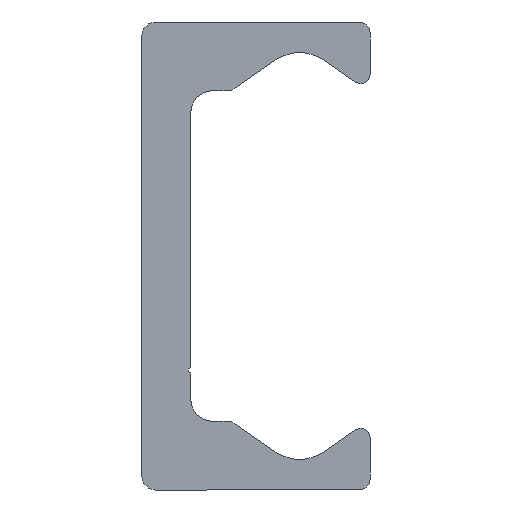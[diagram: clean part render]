
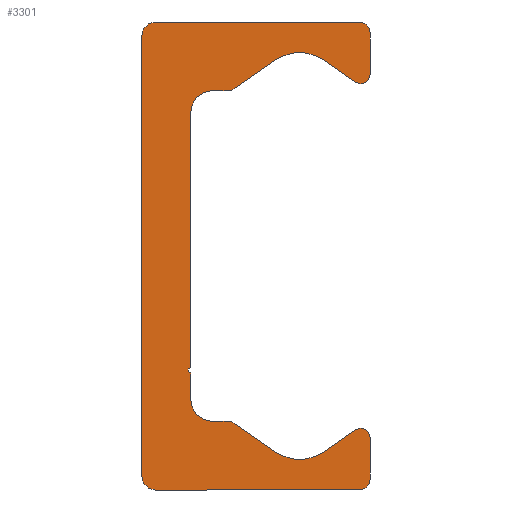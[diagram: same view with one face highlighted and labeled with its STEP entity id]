
A CAD part, left-side view. The second image highlights one B-rep face of the part: STEP entity #3301.
In plain terms, the highlighted planar face has unit normal (-1, 0, 0).
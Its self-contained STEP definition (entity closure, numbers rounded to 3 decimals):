
#2260=CARTESIAN_POINT('',(0.0,9.25,-21.5));
#2261=VERTEX_POINT('',#2260);
#2268=CARTESIAN_POINT('',(0.0,10.5,-20.25));
#2269=VERTEX_POINT('',#2268);
#2270=CARTESIAN_POINT('',(0.0,9.25,-20.25));
#2271=DIRECTION('',(1.0,0.0,0.0));
#2272=DIRECTION('',(0.0,0.0,-1.0));
#2273=AXIS2_PLACEMENT_3D('',#2270,#2271,#2272);
#2274=CIRCLE('',#2273,1.25);
#2275=EDGE_CURVE('',#2261,#2269,#2274,.T.);
#2299=CARTESIAN_POINT('',(0.0,-9.5,-21.5));
#2300=VERTEX_POINT('',#2299);
#2307=CARTESIAN_POINT('',(0.0,-9.5,-21.5));
#2308=DIRECTION('',(0.0,1.0,0.0));
#2309=VECTOR('',#2308,18.75);
#2310=LINE('',#2307,#2309);
#2311=EDGE_CURVE('',#2300,#2261,#2310,.T.);
#2331=CARTESIAN_POINT('',(0.0,-10.5,-20.5));
#2332=VERTEX_POINT('',#2331);
#2339=CARTESIAN_POINT('',(0.0,-9.5,-20.5));
#2340=DIRECTION('',(1.0,0.0,0.0));
#2341=DIRECTION('',(0.0,-1.0,0.0));
#2342=AXIS2_PLACEMENT_3D('',#2339,#2340,#2341);
#2343=CIRCLE('',#2342,1.0);
#2344=EDGE_CURVE('',#2332,#2300,#2343,.T.);
#2363=CARTESIAN_POINT('',(0.0,-10.5,-16.65));
#2364=VERTEX_POINT('',#2363);
#2371=CARTESIAN_POINT('',(0.0,-10.5,-16.65));
#2372=DIRECTION('',(0.0,0.0,-1.0));
#2373=VECTOR('',#2372,3.85);
#2374=LINE('',#2371,#2373);
#2375=EDGE_CURVE('',#2364,#2332,#2374,.T.);
#2395=CARTESIAN_POINT('',(0.0,-9.162,-15.954));
#2396=VERTEX_POINT('',#2395);
#2403=CARTESIAN_POINT('',(0.0,-9.65,-16.65));
#2404=DIRECTION('',(1.0,0.0,0.0));
#2405=DIRECTION('',(0.0,0.574,0.819));
#2406=AXIS2_PLACEMENT_3D('',#2403,#2404,#2405);
#2407=CIRCLE('',#2406,0.85);
#2408=EDGE_CURVE('',#2396,#2364,#2407,.T.);
#2427=CARTESIAN_POINT('',(0.0,-6.294,-17.962));
#2428=VERTEX_POINT('',#2427);
#2435=CARTESIAN_POINT('',(0.0,-6.294,-17.962));
#2436=DIRECTION('',(0.0,-0.819,0.574));
#2437=VECTOR('',#2436,3.501);
#2438=LINE('',#2435,#2437);
#2439=EDGE_CURVE('',#2428,#2396,#2438,.T.);
#2459=CARTESIAN_POINT('',(0.0,-1.706,-17.962));
#2460=VERTEX_POINT('',#2459);
#2467=CARTESIAN_POINT('',(0.0,-4.,-14.685));
#2468=DIRECTION('',(-1.0,0.0,0.0));
#2469=DIRECTION('',(0.0,0.574,0.819));
#2470=AXIS2_PLACEMENT_3D('',#2467,#2468,#2469);
#2471=CIRCLE('',#2470,4.0);
#2472=EDGE_CURVE('',#2460,#2428,#2471,.T.);
#2491=CARTESIAN_POINT('',(0.0,1.981,-15.381));
#2492=VERTEX_POINT('',#2491);
#2499=CARTESIAN_POINT('',(0.0,1.981,-15.381));
#2500=DIRECTION('',(0.0,-0.819,-0.574));
#2501=VECTOR('',#2500,4.5);
#2502=LINE('',#2499,#2501);
#2503=EDGE_CURVE('',#2492,#2460,#2502,.T.);
#2523=CARTESIAN_POINT('',(0.0,2.554,-15.2));
#2524=VERTEX_POINT('',#2523);
#2531=CARTESIAN_POINT('',(0.0,2.554,-16.2));
#2532=DIRECTION('',(1.0,0.0,0.0));
#2533=DIRECTION('',(0.0,0.0,1.0));
#2534=AXIS2_PLACEMENT_3D('',#2531,#2532,#2533);
#2535=CIRCLE('',#2534,1.);
#2536=EDGE_CURVE('',#2524,#2492,#2535,.T.);
#2555=CARTESIAN_POINT('',(0.0,4.0,-15.2));
#2556=VERTEX_POINT('',#2555);
#2563=CARTESIAN_POINT('',(0.0,4.0,-15.2));
#2564=DIRECTION('',(0.0,-1.0,0.0));
#2565=VECTOR('',#2564,1.446);
#2566=LINE('',#2563,#2565);
#2567=EDGE_CURVE('',#2556,#2524,#2566,.T.);
#2587=CARTESIAN_POINT('',(0.0,6.,-13.2));
#2588=VERTEX_POINT('',#2587);
#2595=CARTESIAN_POINT('',(0.0,4.,-13.2));
#2596=DIRECTION('',(-1.0,0.0,0.0));
#2597=DIRECTION('',(0.0,0.0,1.0));
#2598=AXIS2_PLACEMENT_3D('',#2595,#2596,#2597);
#2599=CIRCLE('',#2598,2.0);
#2600=EDGE_CURVE('',#2588,#2556,#2599,.T.);
#2619=CARTESIAN_POINT('',(0.0,6.,-10.75));
#2620=VERTEX_POINT('',#2619);
#2627=CARTESIAN_POINT('',(0.0,6.,-10.75));
#2628=DIRECTION('',(0.0,0.0,-1.0));
#2629=VECTOR('',#2628,2.45);
#2630=LINE('',#2627,#2629);
#2631=EDGE_CURVE('',#2620,#2588,#2630,.T.);
#2651=CARTESIAN_POINT('',(0.0,6.,-10.25));
#2652=VERTEX_POINT('',#2651);
#2659=CARTESIAN_POINT('',(0.0,6.,-10.5));
#2660=DIRECTION('',(-1.0,0.0,0.0));
#2661=DIRECTION('',(0.0,0.0,1.0));
#2662=AXIS2_PLACEMENT_3D('',#2659,#2660,#2661);
#2663=CIRCLE('',#2662,0.25);
#2664=EDGE_CURVE('',#2652,#2620,#2663,.T.);
#2683=CARTESIAN_POINT('',(0.0,6.,13.2));
#2684=VERTEX_POINT('',#2683);
#2691=CARTESIAN_POINT('',(0.0,6.,13.2));
#2692=DIRECTION('',(0.0,0.0,-1.0));
#2693=VECTOR('',#2692,23.45);
#2694=LINE('',#2691,#2693);
#2695=EDGE_CURVE('',#2684,#2652,#2694,.T.);
#2811=CARTESIAN_POINT('',(0.0,4.0,15.2));
#2812=VERTEX_POINT('',#2811);
#2819=CARTESIAN_POINT('',(0.0,4.,13.2));
#2820=DIRECTION('',(-1.0,0.0,0.0));
#2821=DIRECTION('',(0.0,-1.0,0.0));
#2822=AXIS2_PLACEMENT_3D('',#2819,#2820,#2821);
#2823=CIRCLE('',#2822,2.0);
#2824=EDGE_CURVE('',#2812,#2684,#2823,.T.);
#2843=CARTESIAN_POINT('',(0.0,2.554,15.2));
#2844=VERTEX_POINT('',#2843);
#2851=CARTESIAN_POINT('',(0.0,2.554,15.2));
#2852=DIRECTION('',(0.0,1.0,0.0));
#2853=VECTOR('',#2852,1.446);
#2854=LINE('',#2851,#2853);
#2855=EDGE_CURVE('',#2844,#2812,#2854,.T.);
#2875=CARTESIAN_POINT('',(0.0,1.981,15.381));
#2876=VERTEX_POINT('',#2875);
#2883=CARTESIAN_POINT('',(0.0,2.554,16.2));
#2884=DIRECTION('',(1.0,0.0,0.0));
#2885=DIRECTION('',(0.0,-0.574,-0.819));
#2886=AXIS2_PLACEMENT_3D('',#2883,#2884,#2885);
#2887=CIRCLE('',#2886,1.);
#2888=EDGE_CURVE('',#2876,#2844,#2887,.T.);
#2907=CARTESIAN_POINT('',(0.0,-1.706,17.962));
#2908=VERTEX_POINT('',#2907);
#2915=CARTESIAN_POINT('',(0.0,-1.706,17.962));
#2916=DIRECTION('',(0.0,0.819,-0.574));
#2917=VECTOR('',#2916,4.5);
#2918=LINE('',#2915,#2917);
#2919=EDGE_CURVE('',#2908,#2876,#2918,.T.);
#2939=CARTESIAN_POINT('',(0.0,-6.294,17.962));
#2940=VERTEX_POINT('',#2939);
#2947=CARTESIAN_POINT('',(0.0,-4.,14.685));
#2948=DIRECTION('',(-1.0,0.0,0.0));
#2949=DIRECTION('',(0.0,-0.574,-0.819));
#2950=AXIS2_PLACEMENT_3D('',#2947,#2948,#2949);
#2951=CIRCLE('',#2950,4.0);
#2952=EDGE_CURVE('',#2940,#2908,#2951,.T.);
#2971=CARTESIAN_POINT('',(0.0,-9.162,15.954));
#2972=VERTEX_POINT('',#2971);
#2979=CARTESIAN_POINT('',(0.0,-9.162,15.954));
#2980=DIRECTION('',(0.0,0.819,0.574));
#2981=VECTOR('',#2980,3.501);
#2982=LINE('',#2979,#2981);
#2983=EDGE_CURVE('',#2972,#2940,#2982,.T.);
#3003=CARTESIAN_POINT('',(0.0,-10.5,16.65));
#3004=VERTEX_POINT('',#3003);
#3011=CARTESIAN_POINT('',(0.0,-9.65,16.65));
#3012=DIRECTION('',(1.0,0.0,0.0));
#3013=DIRECTION('',(0.0,-1.0,0.0));
#3014=AXIS2_PLACEMENT_3D('',#3011,#3012,#3013);
#3015=CIRCLE('',#3014,0.85);
#3016=EDGE_CURVE('',#3004,#2972,#3015,.T.);
#3035=CARTESIAN_POINT('',(0.0,-10.5,20.5));
#3036=VERTEX_POINT('',#3035);
#3043=CARTESIAN_POINT('',(0.0,-10.5,20.5));
#3044=DIRECTION('',(0.0,0.0,-1.0));
#3045=VECTOR('',#3044,3.85);
#3046=LINE('',#3043,#3045);
#3047=EDGE_CURVE('',#3036,#3004,#3046,.T.);
#3067=CARTESIAN_POINT('',(0.0,-9.5,21.5));
#3068=VERTEX_POINT('',#3067);
#3075=CARTESIAN_POINT('',(0.0,-9.5,20.5));
#3076=DIRECTION('',(1.0,0.0,0.0));
#3077=DIRECTION('',(0.0,0.0,1.0));
#3078=AXIS2_PLACEMENT_3D('',#3075,#3076,#3077);
#3079=CIRCLE('',#3078,1.0);
#3080=EDGE_CURVE('',#3068,#3036,#3079,.T.);
#3099=CARTESIAN_POINT('',(0.0,9.25,21.5));
#3100=VERTEX_POINT('',#3099);
#3107=CARTESIAN_POINT('',(0.0,9.25,21.5));
#3108=DIRECTION('',(0.0,-1.0,0.0));
#3109=VECTOR('',#3108,18.75);
#3110=LINE('',#3107,#3109);
#3111=EDGE_CURVE('',#3100,#3068,#3110,.T.);
#3131=CARTESIAN_POINT('',(0.0,10.5,20.25));
#3132=VERTEX_POINT('',#3131);
#3139=CARTESIAN_POINT('',(0.0,9.25,20.25));
#3140=DIRECTION('',(1.0,0.0,0.0));
#3141=DIRECTION('',(0.0,1.0,0.0));
#3142=AXIS2_PLACEMENT_3D('',#3139,#3140,#3141);
#3143=CIRCLE('',#3142,1.25);
#3144=EDGE_CURVE('',#3132,#3100,#3143,.T.);
#3162=CARTESIAN_POINT('',(0.0,10.5,-20.25));
#3163=DIRECTION('',(0.0,0.0,1.0));
#3164=VECTOR('',#3163,40.5);
#3165=LINE('',#3162,#3164);
#3166=EDGE_CURVE('',#2269,#3132,#3165,.T.);
#3268=CARTESIAN_POINT('',(0.0,2.66,-0.019));
#3269=DIRECTION('',(1.0,0.0,0.0));
#3270=DIRECTION('',(0.0,0.0,-1.0));
#3271=AXIS2_PLACEMENT_3D('',#3268,#3269,#3270);
#3272=PLANE('',#3271);
#3273=ORIENTED_EDGE('',*,*,#3166,.F.);
#3274=ORIENTED_EDGE('',*,*,#2275,.F.);
#3275=ORIENTED_EDGE('',*,*,#2311,.F.);
#3276=ORIENTED_EDGE('',*,*,#2344,.F.);
#3277=ORIENTED_EDGE('',*,*,#2375,.F.);
#3278=ORIENTED_EDGE('',*,*,#2408,.F.);
#3279=ORIENTED_EDGE('',*,*,#2439,.F.);
#3280=ORIENTED_EDGE('',*,*,#2472,.F.);
#3281=ORIENTED_EDGE('',*,*,#2503,.F.);
#3282=ORIENTED_EDGE('',*,*,#2536,.F.);
#3283=ORIENTED_EDGE('',*,*,#2567,.F.);
#3284=ORIENTED_EDGE('',*,*,#2600,.F.);
#3285=ORIENTED_EDGE('',*,*,#2631,.F.);
#3286=ORIENTED_EDGE('',*,*,#2664,.F.);
#3287=ORIENTED_EDGE('',*,*,#2695,.F.);
#3288=ORIENTED_EDGE('',*,*,#2824,.F.);
#3289=ORIENTED_EDGE('',*,*,#2855,.F.);
#3290=ORIENTED_EDGE('',*,*,#2888,.F.);
#3291=ORIENTED_EDGE('',*,*,#2919,.F.);
#3292=ORIENTED_EDGE('',*,*,#2952,.F.);
#3293=ORIENTED_EDGE('',*,*,#2983,.F.);
#3294=ORIENTED_EDGE('',*,*,#3016,.F.);
#3295=ORIENTED_EDGE('',*,*,#3047,.F.);
#3296=ORIENTED_EDGE('',*,*,#3080,.F.);
#3297=ORIENTED_EDGE('',*,*,#3111,.F.);
#3298=ORIENTED_EDGE('',*,*,#3144,.F.);
#3299=EDGE_LOOP('',(#3273,#3274,#3275,#3276,#3277,#3278,#3279,#3280,#3281,#3282,#3283,#3284,#3285,#3286,#3287,#3288,#3289,#3290,#3291,#3292,#3293,#3294,#3295,#3296,#3297,#3298));
#3300=FACE_OUTER_BOUND('',#3299,.T.);
#3301=ADVANCED_FACE('',(#3300),#3272,.F.);
